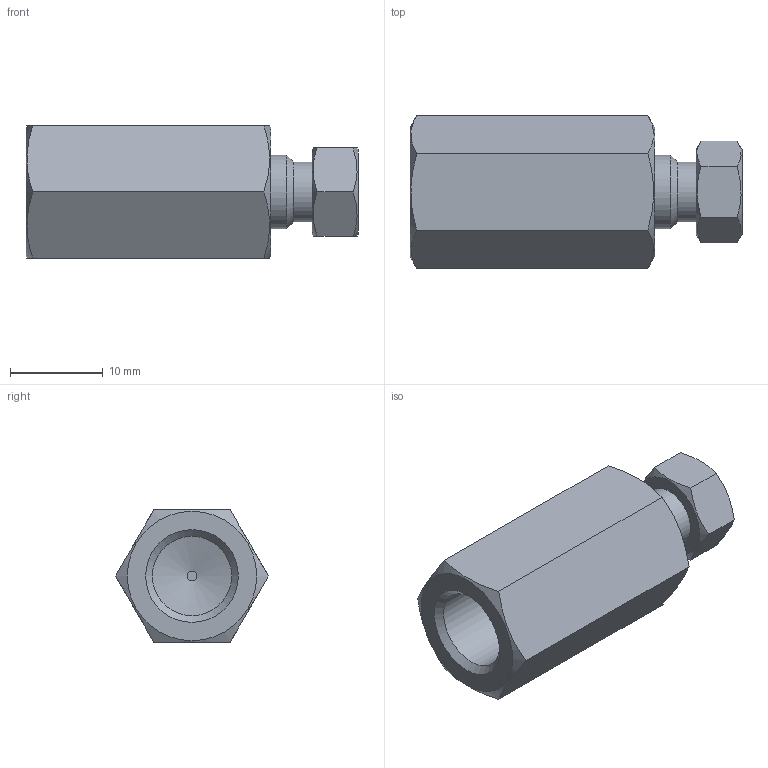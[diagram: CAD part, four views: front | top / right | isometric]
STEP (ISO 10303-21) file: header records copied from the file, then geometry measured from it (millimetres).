
FILE_DESCRIPTION(/* description */ ('Female pipe adaptor 1/8"F-NPT x 1/8" int'),/* implementation_level */ '2;1');
FILE_NAME(/* name */ '305048-FPZA22 Female pipe adaptor.stp',/* time_stamp */ '2016-05-10T11:18:17+02:00',/* author */ ('Franzp'),/* organization */ (''),/* preprocessor_version */ 'ST-DEVELOPER v15.6',/* originating_system */ 'Autodesk Inventor 2015',/* authorisation */ '');
FILE_SCHEMA (('AUTOMOTIVE_DESIGN { 1 0 10303 214 3 1 1 }'));
Length unit declared in the file: centimetre
Products named in the file (1): 305048
Bounding box: 35.86 x 16.5 x 14.29 mm (x, y, z)
Volume: 4548.3 mm3; surface area: 2360.5 mm2
Topology: 1 solids, 1 shells, 33 faces, 70 edges, 44 vertices
Faces by surface type: plane 19, cone 9, cylinder 5
Full cylindrical faces by diameter (mm): 1.016 x1, 3.3 x1, 6.477 x1, 7.938 x1, 8.566 x1
Entity records: 835 total; most frequent: CARTESIAN_POINT 178, DIRECTION 116, ORIENTED_EDGE 108, EDGE_CURVE 54, EDGE_LOOP 52, AXIS2_PLACEMENT_3D 52, VERTEX_POINT 42, FACE_OUTER_BOUND 33
